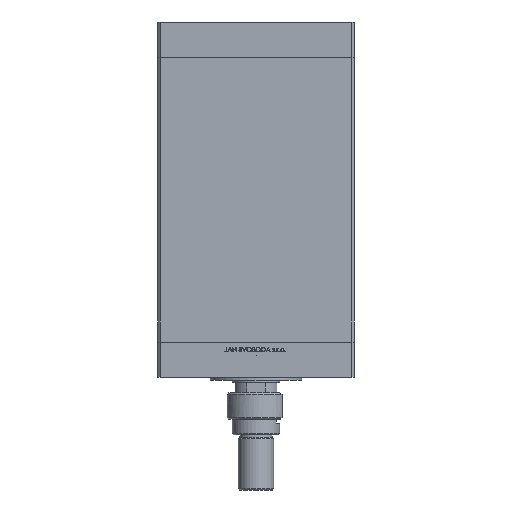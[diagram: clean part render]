
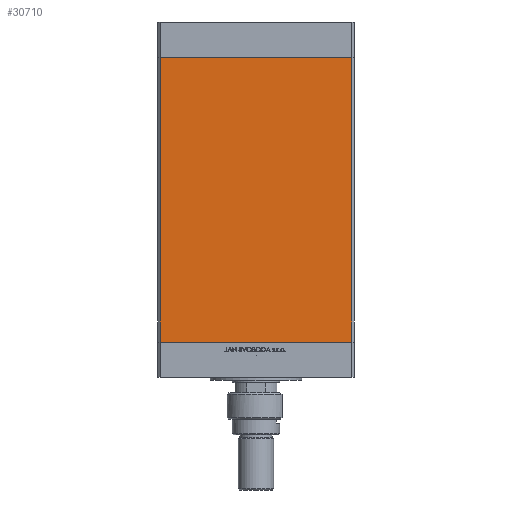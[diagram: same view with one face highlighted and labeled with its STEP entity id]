
A CAD part, front view. The second image highlights one B-rep face of the part: STEP entity #30710.
In plain terms, the highlighted planar face has unit normal (0, -1, 0).
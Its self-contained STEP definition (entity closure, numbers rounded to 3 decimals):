
#538 = FACE_OUTER_BOUND ( 'NONE', #22417, .T. ) ;
#3963 = DIRECTION ( 'NONE',  ( 1., 0., 0. ) ) ;
#4226 = LINE ( 'NONE', #32407, #48001 ) ;
#4342 = ORIENTED_EDGE ( 'NONE', *, *, #48317, .F. ) ;
#4575 = DIRECTION ( 'NONE',  ( 0., 1., 0. ) ) ;
#6236 = VECTOR ( 'NONE', #17339, 1000. ) ;
#6413 = CARTESIAN_POINT ( 'NONE',  ( 73., -62.5, 0. ) ) ;
#7759 = VERTEX_POINT ( 'NONE', #13630 ) ;
#8612 = PLANE ( 'NONE',  #10182 ) ;
#10182 = AXIS2_PLACEMENT_3D ( 'NONE', #37846, #4575, #49670 ) ;
#12779 = EDGE_CURVE ( 'NONE', #12983, #48194, #31144, .T. ) ;
#12983 = VERTEX_POINT ( 'NONE', #25941 ) ;
#13586 = VECTOR ( 'NONE', #25164, 1000. ) ;
#13594 = CARTESIAN_POINT ( 'NONE',  ( -73., -62.5, 0. ) ) ;
#13630 = CARTESIAN_POINT ( 'NONE',  ( -73., -62.5, 0. ) ) ;
#15076 = VERTEX_POINT ( 'NONE', #47514 ) ;
#17339 = DIRECTION ( 'NONE',  ( 0., 0., -1. ) ) ;
#22417 = EDGE_LOOP ( 'NONE', ( #25293, #48483, #4342, #51362 ) ) ;
#25129 = CARTESIAN_POINT ( 'NONE',  ( -73., -62.5, 217. ) ) ;
#25164 = DIRECTION ( 'NONE',  ( 1., 0., 0. ) ) ;
#25293 = ORIENTED_EDGE ( 'NONE', *, *, #49417, .T. ) ;
#25941 = CARTESIAN_POINT ( 'NONE',  ( 73., -62.5, 217. ) ) ;
#28379 = DIRECTION ( 'NONE',  ( 0., 0., -1. ) ) ;
#30235 = LINE ( 'NONE', #13594, #13586 ) ;
#30710 = ADVANCED_FACE ( 'NONE', ( #538 ), #8612, .F. ) ;
#31144 = LINE ( 'NONE', #36433, #43653 ) ;
#32407 = CARTESIAN_POINT ( 'NONE',  ( -73., -62.5, 217. ) ) ;
#36433 = CARTESIAN_POINT ( 'NONE',  ( 73., -62.5, 217. ) ) ;
#37846 = CARTESIAN_POINT ( 'NONE',  ( -73., -62.5, 217. ) ) ;
#41496 = LINE ( 'NONE', #25129, #6236 ) ;
#41993 = EDGE_CURVE ( 'NONE', #15076, #7759, #41496, .T. ) ;
#43653 = VECTOR ( 'NONE', #28379, 1000. ) ;
#47514 = CARTESIAN_POINT ( 'NONE',  ( -73., -62.5, 217. ) ) ;
#48001 = VECTOR ( 'NONE', #3963, 1000. ) ;
#48194 = VERTEX_POINT ( 'NONE', #6413 ) ;
#48317 = EDGE_CURVE ( 'NONE', #15076, #12983, #4226, .T. ) ;
#48483 = ORIENTED_EDGE ( 'NONE', *, *, #12779, .F. ) ;
#49417 = EDGE_CURVE ( 'NONE', #7759, #48194, #30235, .T. ) ;
#49670 = DIRECTION ( 'NONE',  ( 0., 0., 1. ) ) ;
#51362 = ORIENTED_EDGE ( 'NONE', *, *, #41993, .T. ) ;
